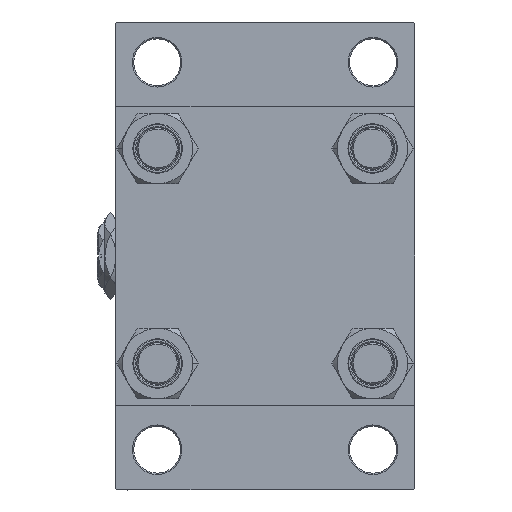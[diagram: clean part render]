
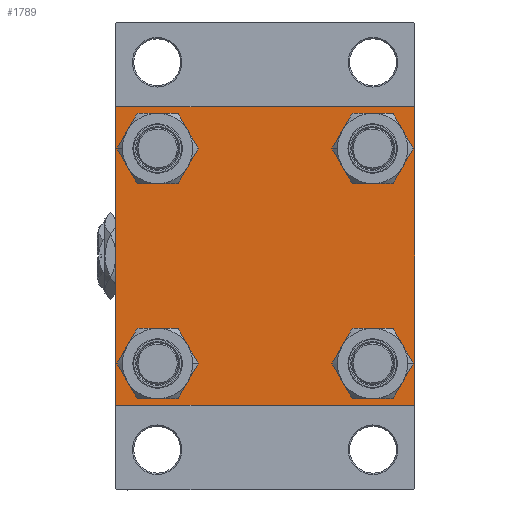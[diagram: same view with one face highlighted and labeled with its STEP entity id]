
A CAD part, left-side view. The second image highlights one B-rep face of the part: STEP entity #1789.
In plain terms, the highlighted planar face has unit normal (-1, 0, 0).
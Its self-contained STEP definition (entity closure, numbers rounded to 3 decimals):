
#151 = VERTEX_POINT ( 'NONE', #37170 ) ;
#605 = ORIENTED_EDGE ( 'NONE', *, *, #47089, .F. ) ;
#1482 = CARTESIAN_POINT ( 'NONE',  ( 0., 41.35, -32.85 ) ) ;
#1789 = ADVANCED_FACE ( 'NONE', ( #8807, #10524, #2474, #41221, #21605 ), #22093, .T. ) ;
#1894 = AXIS2_PLACEMENT_3D ( 'NONE', #47351, #9814, #25167 ) ;
#1924 = CIRCLE ( 'NONE', #15596, 8.5 ) ;
#2149 = EDGE_CURVE ( 'NONE', #2168, #8092, #38164, .T. ) ;
#2168 = VERTEX_POINT ( 'NONE', #18763 ) ;
#2474 = FACE_BOUND ( 'NONE', #23335, .T. ) ;
#2880 = VECTOR ( 'NONE', #48661, 1000. ) ;
#3659 = CIRCLE ( 'NONE', #30181, 8.5 ) ;
#4822 = CIRCLE ( 'NONE', #23331, 8.5 ) ;
#5435 = VECTOR ( 'NONE', #11184, 1000. ) ;
#5536 = ORIENTED_EDGE ( 'NONE', *, *, #46940, .T. ) ;
#5851 = DIRECTION ( 'NONE',  ( 1., 0., 0. ) ) ;
#6212 = DIRECTION ( 'NONE',  ( 0., 0., 1. ) ) ;
#6618 = AXIS2_PLACEMENT_3D ( 'NONE', #15799, #34177, #49526 ) ;
#6741 = EDGE_CURVE ( 'NONE', #14552, #38477, #14478, .T. ) ;
#6894 = LINE ( 'NONE', #31077, #18144 ) ;
#7014 = ORIENTED_EDGE ( 'NONE', *, *, #20248, .T. ) ;
#7015 = DIRECTION ( 'NONE',  ( 0., 0.707, -0.707 ) ) ;
#7801 = ORIENTED_EDGE ( 'NONE', *, *, #9364, .T. ) ;
#8028 = ORIENTED_EDGE ( 'NONE', *, *, #40880, .T. ) ;
#8092 = VERTEX_POINT ( 'NONE', #22137 ) ;
#8206 = DIRECTION ( 'NONE',  ( 0., 0., 1. ) ) ;
#8807 = FACE_BOUND ( 'NONE', #16210, .T. ) ;
#9069 = DIRECTION ( 'NONE',  ( 0., 0.707, 0.707 ) ) ;
#9364 = EDGE_CURVE ( 'NONE', #16435, #37341, #4822, .T. ) ;
#9781 = DIRECTION ( 'NONE',  ( 0., 0., 1. ) ) ;
#9814 = DIRECTION ( 'NONE',  ( 1., 0., 0. ) ) ;
#9894 = VECTOR ( 'NONE', #9069, 1000. ) ;
#10524 = FACE_BOUND ( 'NONE', #46601, .T. ) ;
#10790 = LINE ( 'NONE', #26146, #31875 ) ;
#10900 = CARTESIAN_POINT ( 'NONE',  ( 0., -57.5, 57.5 ) ) ;
#11076 = DIRECTION ( 'NONE',  ( 0., 0., 1. ) ) ;
#11184 = DIRECTION ( 'NONE',  ( 0., -1., 0. ) ) ;
#11589 = DIRECTION ( 'NONE',  ( 0., -0.707, 0.707 ) ) ;
#13597 = VERTEX_POINT ( 'NONE', #40402 ) ;
#14445 = CARTESIAN_POINT ( 'NONE',  ( 0., 41.35, 49.85 ) ) ;
#14478 = CIRCLE ( 'NONE', #28148, 8.5 ) ;
#14552 = VERTEX_POINT ( 'NONE', #39732 ) ;
#15223 = LINE ( 'NONE', #47339, #9894 ) ;
#15596 = AXIS2_PLACEMENT_3D ( 'NONE', #30137, #41452, #6212 ) ;
#15761 = EDGE_CURVE ( 'NONE', #21564, #34073, #23538, .T. ) ;
#15799 = CARTESIAN_POINT ( 'NONE',  ( 0., -41.35, -41.35 ) ) ;
#15929 = DIRECTION ( 'NONE',  ( 0., -1., 0. ) ) ;
#16146 = VERTEX_POINT ( 'NONE', #32756 ) ;
#16210 = EDGE_LOOP ( 'NONE', ( #7801, #29058 ) ) ;
#16435 = VERTEX_POINT ( 'NONE', #42485 ) ;
#16600 = LINE ( 'NONE', #31960, #31200 ) ;
#17336 = CIRCLE ( 'NONE', #45477, 8.5 ) ;
#17464 = CARTESIAN_POINT ( 'NONE',  ( 0., 41.35, 41.35 ) ) ;
#18144 = VECTOR ( 'NONE', #46419, 1000. ) ;
#18763 = CARTESIAN_POINT ( 'NONE',  ( 0., 57.5, -57. ) ) ;
#18893 = CIRCLE ( 'NONE', #45412, 8.5 ) ;
#19021 = DIRECTION ( 'NONE',  ( 0., -0.707, -0.707 ) ) ;
#19032 = CARTESIAN_POINT ( 'NONE',  ( 0., -41.35, 41.35 ) ) ;
#19081 = EDGE_CURVE ( 'NONE', #21551, #16146, #15223, .T. ) ;
#19534 = DIRECTION ( 'NONE',  ( 1., 0., 0. ) ) ;
#20248 = EDGE_CURVE ( 'NONE', #151, #25772, #24378, .T. ) ;
#20758 = DIRECTION ( 'NONE',  ( 0., 0., 1. ) ) ;
#20787 = VECTOR ( 'NONE', #15929, 1000. ) ;
#21322 = EDGE_CURVE ( 'NONE', #37341, #16435, #1924, .T. ) ;
#21551 = VERTEX_POINT ( 'NONE', #26567 ) ;
#21564 = VERTEX_POINT ( 'NONE', #42667 ) ;
#21605 = FACE_OUTER_BOUND ( 'NONE', #34825, .T. ) ;
#22093 = PLANE ( 'NONE',  #25529 ) ;
#22137 = CARTESIAN_POINT ( 'NONE',  ( 0., 57., -57.5 ) ) ;
#23053 = ORIENTED_EDGE ( 'NONE', *, *, #48903, .T. ) ;
#23331 = AXIS2_PLACEMENT_3D ( 'NONE', #19032, #19534, #8206 ) ;
#23335 = EDGE_LOOP ( 'NONE', ( #8028, #48369 ) ) ;
#23538 = CIRCLE ( 'NONE', #6618, 8.5 ) ;
#24316 = CARTESIAN_POINT ( 'NONE',  ( 0., 41.35, -41.35 ) ) ;
#24378 = CIRCLE ( 'NONE', #1894, 8.5 ) ;
#24722 = ORIENTED_EDGE ( 'NONE', *, *, #30063, .T. ) ;
#25130 = EDGE_CURVE ( 'NONE', #48378, #2168, #6894, .T. ) ;
#25167 = DIRECTION ( 'NONE',  ( 0., 0., 1. ) ) ;
#25529 = AXIS2_PLACEMENT_3D ( 'NONE', #37456, #29664, #9781 ) ;
#25712 = ORIENTED_EDGE ( 'NONE', *, *, #34170, .T. ) ;
#25772 = VERTEX_POINT ( 'NONE', #14445 ) ;
#26146 = CARTESIAN_POINT ( 'NONE',  ( 0., 57.25, 57.25 ) ) ;
#26533 = ORIENTED_EDGE ( 'NONE', *, *, #15761, .T. ) ;
#26567 = CARTESIAN_POINT ( 'NONE',  ( 0., -57.5, 57. ) ) ;
#27862 = DIRECTION ( 'NONE',  ( 0., 0., 1. ) ) ;
#28148 = AXIS2_PLACEMENT_3D ( 'NONE', #36822, #5851, #40352 ) ;
#28812 = DIRECTION ( 'NONE',  ( 1., 0., 0. ) ) ;
#29058 = ORIENTED_EDGE ( 'NONE', *, *, #21322, .T. ) ;
#29308 = ORIENTED_EDGE ( 'NONE', *, *, #34563, .F. ) ;
#29664 = DIRECTION ( 'NONE',  ( -1., 0., 0. ) ) ;
#29812 = CARTESIAN_POINT ( 'NONE',  ( 0., 57.5, -57.5 ) ) ;
#30063 = EDGE_CURVE ( 'NONE', #31121, #13597, #16600, .T. ) ;
#30137 = CARTESIAN_POINT ( 'NONE',  ( 0., -41.35, 41.35 ) ) ;
#30181 = AXIS2_PLACEMENT_3D ( 'NONE', #41272, #45827, #11076 ) ;
#31077 = CARTESIAN_POINT ( 'NONE',  ( 0., 57.5, 57.5 ) ) ;
#31121 = VERTEX_POINT ( 'NONE', #45517 ) ;
#31200 = VECTOR ( 'NONE', #11589, 1000. ) ;
#31535 = CARTESIAN_POINT ( 'NONE',  ( 0., 57., 57.5 ) ) ;
#31812 = ORIENTED_EDGE ( 'NONE', *, *, #2149, .T. ) ;
#31875 = VECTOR ( 'NONE', #7015, 1000. ) ;
#31960 = CARTESIAN_POINT ( 'NONE',  ( 0., -57.25, -57.25 ) ) ;
#32756 = CARTESIAN_POINT ( 'NONE',  ( 0., -57., 57.5 ) ) ;
#33839 = LINE ( 'NONE', #29812, #5435 ) ;
#33880 = CARTESIAN_POINT ( 'NONE',  ( 0., 57.25, -57.25 ) ) ;
#34073 = VERTEX_POINT ( 'NONE', #49693 ) ;
#34170 = EDGE_CURVE ( 'NONE', #8092, #31121, #33839, .T. ) ;
#34177 = DIRECTION ( 'NONE',  ( 1., 0., 0. ) ) ;
#34563 = EDGE_CURVE ( 'NONE', #34594, #16146, #34807, .T. ) ;
#34594 = VERTEX_POINT ( 'NONE', #31535 ) ;
#34807 = LINE ( 'NONE', #35559, #20787 ) ;
#34825 = EDGE_LOOP ( 'NONE', ( #35134, #31812, #25712, #24722, #605, #47690, #29308, #23053 ) ) ;
#35134 = ORIENTED_EDGE ( 'NONE', *, *, #25130, .T. ) ;
#35559 = CARTESIAN_POINT ( 'NONE',  ( 0., 57.5, 57.5 ) ) ;
#36822 = CARTESIAN_POINT ( 'NONE',  ( 0., 41.35, -41.35 ) ) ;
#37055 = EDGE_LOOP ( 'NONE', ( #5536, #7014 ) ) ;
#37094 = LINE ( 'NONE', #10900, #2880 ) ;
#37170 = CARTESIAN_POINT ( 'NONE',  ( 0., 41.35, 32.85 ) ) ;
#37341 = VERTEX_POINT ( 'NONE', #48986 ) ;
#37456 = CARTESIAN_POINT ( 'NONE',  ( 0., 0., 0. ) ) ;
#38164 = LINE ( 'NONE', #33880, #46433 ) ;
#38477 = VERTEX_POINT ( 'NONE', #1482 ) ;
#39732 = CARTESIAN_POINT ( 'NONE',  ( 0., 41.35, -49.85 ) ) ;
#40352 = DIRECTION ( 'NONE',  ( 0., 0., 1. ) ) ;
#40402 = CARTESIAN_POINT ( 'NONE',  ( 0., -57.5, -57. ) ) ;
#40880 = EDGE_CURVE ( 'NONE', #38477, #14552, #18893, .T. ) ;
#41221 = FACE_BOUND ( 'NONE', #37055, .T. ) ;
#41272 = CARTESIAN_POINT ( 'NONE',  ( 0., -41.35, -41.35 ) ) ;
#41452 = DIRECTION ( 'NONE',  ( 1., 0., 0. ) ) ;
#42365 = EDGE_CURVE ( 'NONE', #34073, #21564, #3659, .T. ) ;
#42485 = CARTESIAN_POINT ( 'NONE',  ( 0., -41.35, 49.85 ) ) ;
#42667 = CARTESIAN_POINT ( 'NONE',  ( 0., -41.35, -32.85 ) ) ;
#45412 = AXIS2_PLACEMENT_3D ( 'NONE', #24316, #46980, #27862 ) ;
#45477 = AXIS2_PLACEMENT_3D ( 'NONE', #17464, #28812, #20758 ) ;
#45517 = CARTESIAN_POINT ( 'NONE',  ( 0., -57., -57.5 ) ) ;
#45827 = DIRECTION ( 'NONE',  ( 1., 0., 0. ) ) ;
#46419 = DIRECTION ( 'NONE',  ( 0., 0., -1. ) ) ;
#46433 = VECTOR ( 'NONE', #19021, 1000. ) ;
#46601 = EDGE_LOOP ( 'NONE', ( #26533, #49429 ) ) ;
#46940 = EDGE_CURVE ( 'NONE', #25772, #151, #17336, .T. ) ;
#46980 = DIRECTION ( 'NONE',  ( 1., 0., 0. ) ) ;
#47089 = EDGE_CURVE ( 'NONE', #21551, #13597, #37094, .T. ) ;
#47339 = CARTESIAN_POINT ( 'NONE',  ( 0., -57.25, 57.25 ) ) ;
#47351 = CARTESIAN_POINT ( 'NONE',  ( 0., 41.35, 41.35 ) ) ;
#47578 = CARTESIAN_POINT ( 'NONE',  ( 0., 57.5, 57. ) ) ;
#47690 = ORIENTED_EDGE ( 'NONE', *, *, #19081, .T. ) ;
#48369 = ORIENTED_EDGE ( 'NONE', *, *, #6741, .T. ) ;
#48378 = VERTEX_POINT ( 'NONE', #47578 ) ;
#48661 = DIRECTION ( 'NONE',  ( 0., 0., -1. ) ) ;
#48903 = EDGE_CURVE ( 'NONE', #34594, #48378, #10790, .T. ) ;
#48986 = CARTESIAN_POINT ( 'NONE',  ( 0., -41.35, 32.85 ) ) ;
#49429 = ORIENTED_EDGE ( 'NONE', *, *, #42365, .T. ) ;
#49526 = DIRECTION ( 'NONE',  ( 0., 0., 1. ) ) ;
#49693 = CARTESIAN_POINT ( 'NONE',  ( 0., -41.35, -49.85 ) ) ;
